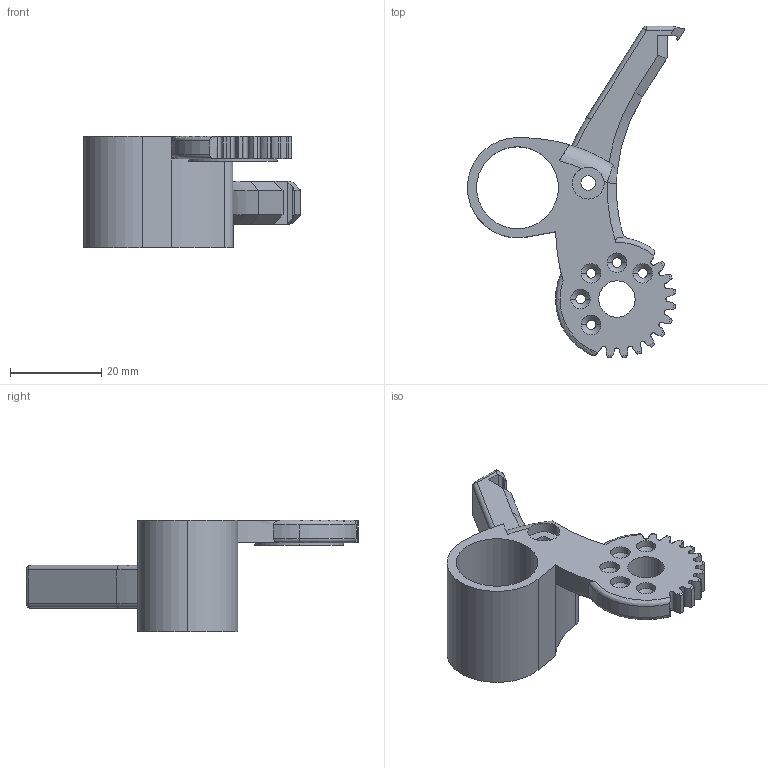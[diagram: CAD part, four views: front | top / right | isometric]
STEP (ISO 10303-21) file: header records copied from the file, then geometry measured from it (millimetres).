
FILE_DESCRIPTION (( 'STEP AP214' ), '1' );
FILE_NAME ('CRANE-X7_Hand_FiveFingersD1_claw.STEP', '2024-04-20T07:18:33', ( '' ), ( '' ), 'SwSTEP 2.0', 'SolidWorks 2024', '' );
FILE_SCHEMA (( 'AUTOMOTIVE_DESIGN' ));
Length unit declared in the file: millimetre
Products named in the file (1): CRANE-X7_Hand_FiveFingersD1_claw
Bounding box: 47.71 x 72.93 x 24.5 mm (x, y, z)
Volume: 10818.3 mm3; surface area: 7906.6 mm2
Topology: 1 solids, 1 shells, 179 faces, 489 edges, 312 vertices
Faces by surface type: cylinder 86, torus 30, plane 25, bspline 23, cone 13, sphere 2
Entity records: 7352 total; most frequent: CARTESIAN_POINT 2933, ORIENTED_EDGE 974, DIRECTION 874, EDGE_CURVE 487, AXIS2_PLACEMENT_3D 354, VERTEX_POINT 312, EDGE_LOOP 197, CIRCLE 197
